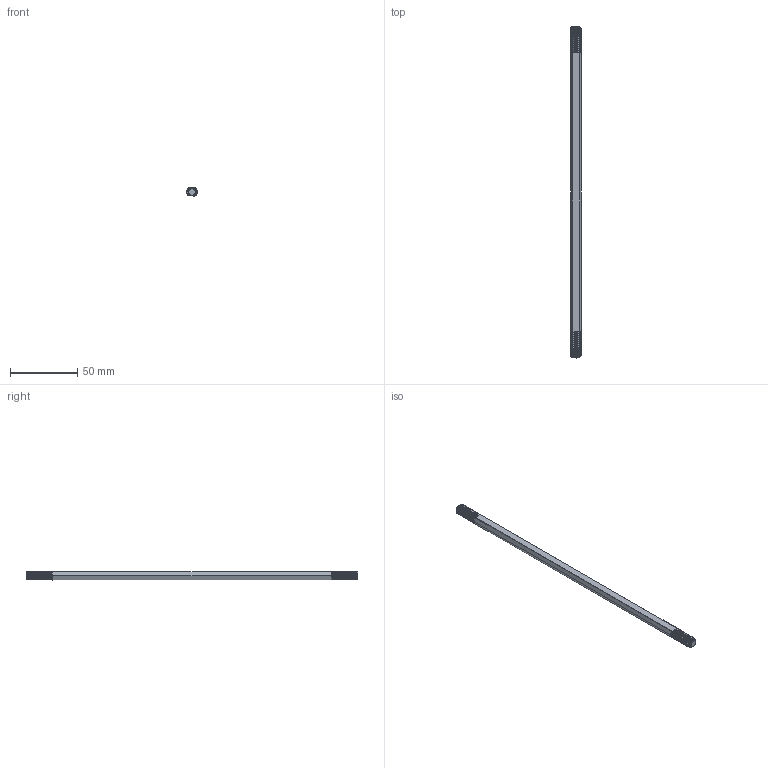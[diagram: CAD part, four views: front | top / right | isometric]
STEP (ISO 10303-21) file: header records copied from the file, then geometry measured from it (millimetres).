
FILE_DESCRIPTION(/* description */ (''),/* implementation_level */ '2;1');
FILE_NAME(/* name */ 'Axle (8).step',/* time_stamp */ '2023-11-29T17:35:03-08:00',/* author */ (''),/* organization */ (''),/* preprocessor_version */ 'ST-DEVELOPER v20',/* originating_system */ 'Autodesk Translation Framework v12.14.0.127',/* authorisation */ '');
FILE_SCHEMA (('AUTOMOTIVE_DESIGN { 1 0 10303 214 3 1 1 }'));
Length unit declared in the file: millimetre
Products named in the file (1): (Unsaved)
Bounding box: 8 x 247 x 6.02 mm (x, y, z)
Volume: 9646.2 mm3; surface area: 6326.4 mm2
Topology: 1 solids, 1 shells, 248 faces, 726 edges, 480 vertices
Faces by surface type: bspline 108, cylinder 108, plane 28, cone 4
Entity records: 14674 total; most frequent: CARTESIAN_POINT 9258, ORIENTED_EDGE 1452, EDGE_CURVE 726, DIRECTION 588, VERTEX_POINT 480, B_SPLINE_CURVE_WITH_KNOTS 436, LINE 258, VECTOR 258
